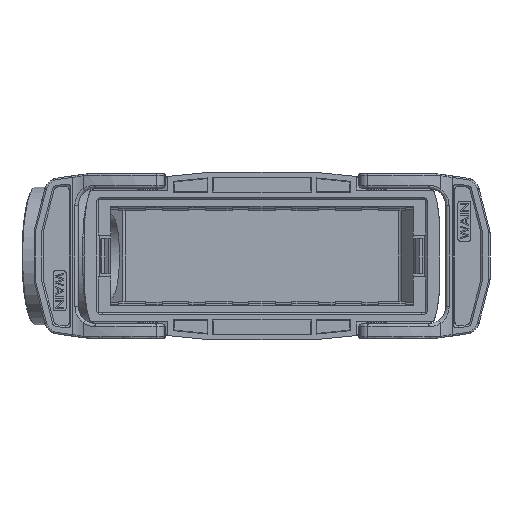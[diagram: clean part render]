
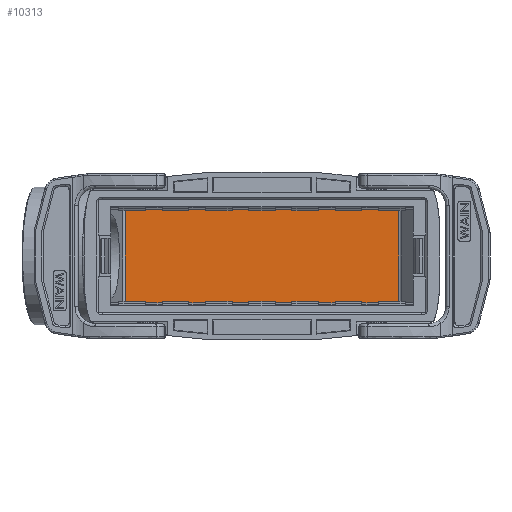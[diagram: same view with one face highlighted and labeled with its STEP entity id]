
A CAD part, front view. The second image highlights one B-rep face of the part: STEP entity #10313.
In plain terms, the highlighted planar face has unit normal (0, -1, 0).
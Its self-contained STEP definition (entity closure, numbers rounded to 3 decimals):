
#2743=FACE_OUTER_BOUND('',#12635,.T.);
#5281=LINE('',#56403,#7847);
#5282=LINE('',#56405,#7848);
#5283=LINE('',#56407,#7849);
#5284=LINE('',#56409,#7850);
#7847=VECTOR('',#38264,1.);
#7848=VECTOR('',#38267,1.);
#7849=VECTOR('',#38268,1.);
#7850=VECTOR('',#38269,1.);
#8786=PLANE('',#31671);
#10313=ADVANCED_FACE('',(#2743),#8786,.F.);
#12635=EDGE_LOOP('',(#20821,#20822,#20823,#20824));
#20821=ORIENTED_EDGE('',*,*,#28695,.T.);
#20822=ORIENTED_EDGE('',*,*,#28696,.T.);
#20823=ORIENTED_EDGE('',*,*,#28697,.T.);
#20824=ORIENTED_EDGE('',*,*,#28698,.F.);
#24425=VERTEX_POINT('',#56384);
#24427=VERTEX_POINT('',#56402);
#24428=VERTEX_POINT('',#56406);
#24429=VERTEX_POINT('',#56408);
#28695=EDGE_CURVE('',#24425,#24427,#5281,.T.);
#28696=EDGE_CURVE('',#24427,#24428,#5282,.T.);
#28697=EDGE_CURVE('',#24428,#24429,#5283,.T.);
#28698=EDGE_CURVE('',#24425,#24429,#5284,.T.);
#31671=AXIS2_PLACEMENT_3D('',#56410,#38270,#38271);
#38264=DIRECTION('',(0.,0.,1.));
#38267=DIRECTION('',(-1.,0.,0.));
#38268=DIRECTION('',(0.,0.,-1.));
#38269=DIRECTION('',(-1.,0.,0.));
#38270=DIRECTION('',(0.,1.,0.));
#38271=DIRECTION('',(0.,0.,-1.));
#56384=CARTESIAN_POINT('',(46.4,64.,-16.998));
#56402=CARTESIAN_POINT('',(46.4,64.,16.998));
#56403=CARTESIAN_POINT('',(46.4,64.,-16.998));
#56405=CARTESIAN_POINT('',(46.4,64.,16.998));
#56406=CARTESIAN_POINT('',(-46.4,64.,16.998));
#56407=CARTESIAN_POINT('',(-46.4,64.,16.998));
#56408=CARTESIAN_POINT('',(-46.4,64.,-16.998));
#56409=CARTESIAN_POINT('',(46.4,64.,-16.998));
#56410=CARTESIAN_POINT('',(0.,64.,0.));
